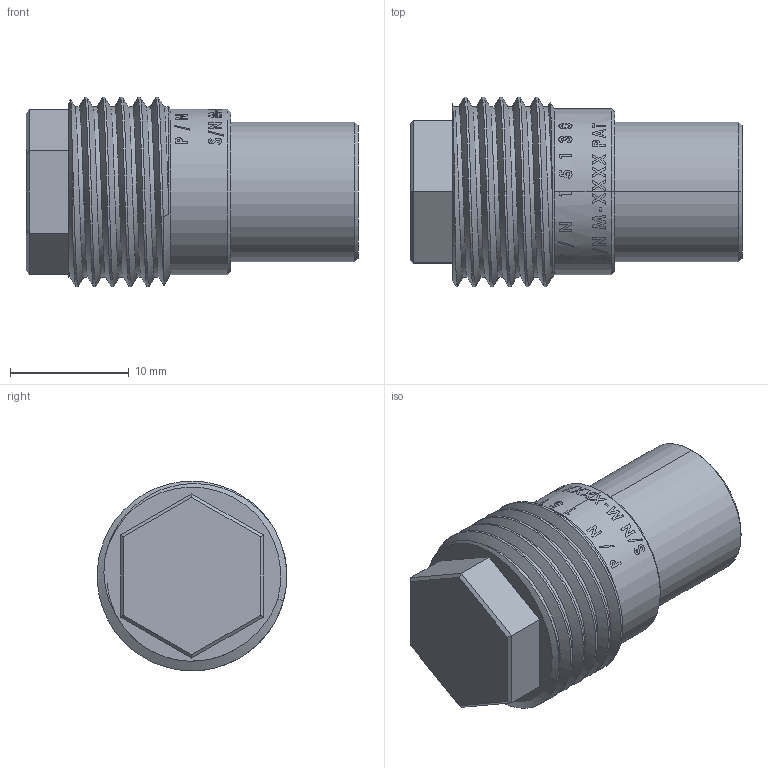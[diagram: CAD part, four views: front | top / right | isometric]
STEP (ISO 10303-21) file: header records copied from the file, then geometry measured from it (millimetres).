
FILE_DESCRIPTION (( 'STEP AP214' ), '1' );
FILE_NAME ('15130_Metric Medium Headin Gripper.STEP', '2021-02-10T18:02:09', ( '' ), ( '' ), 'SwSTEP 2.0', 'SolidWorks 2021', '' );
FILE_SCHEMA (( 'AUTOMOTIVE_DESIGN' ));
Length unit declared in the file: inch
Products named in the file (1): 15130_Metric Medium Headin Gripper
Bounding box: 28 x 15.99 x 16 mm (x, y, z)
Volume: 3918.9 mm3; surface area: 1742.9 mm2
Topology: 1 solids, 1 shells, 65 faces, 307 edges, 269 vertices
Faces by surface type: cylinder 39, plane 16, cone 7, bspline 3
Entity records: 5541 total; most frequent: CARTESIAN_POINT 2882, ORIENTED_EDGE 614, DIRECTION 359, EDGE_CURVE 307, VERTEX_POINT 269, AXIS2_PLACEMENT_3D 141, B_SPLINE_CURVE_WITH_KNOTS 126, EDGE_LOOP 90
